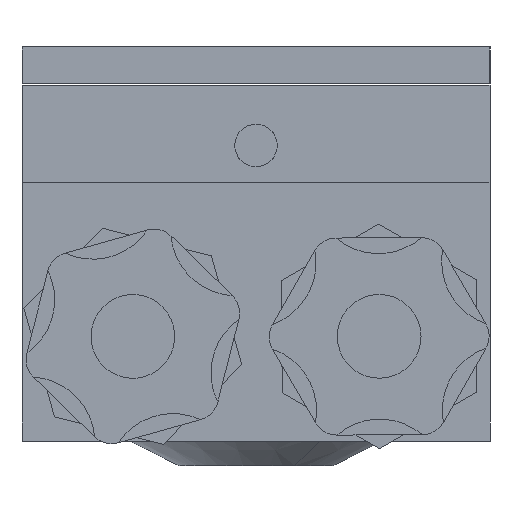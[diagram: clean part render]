
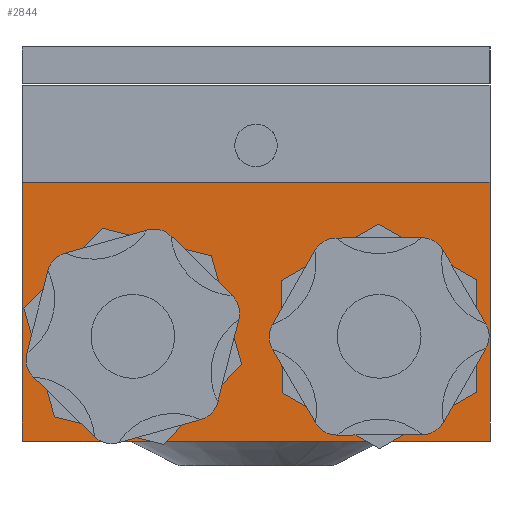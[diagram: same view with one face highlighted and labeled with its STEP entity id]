
A CAD part, front view. The second image highlights one B-rep face of the part: STEP entity #2844.
In plain terms, the highlighted planar face has unit normal (0, -1, 0).
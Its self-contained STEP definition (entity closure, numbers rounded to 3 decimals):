
#48 = CARTESIAN_POINT ( 'NONE',  ( -6.739, 3.902, 66.882 ) ) ;
#66 = EDGE_CURVE ( 'NONE', #8928, #7393, #3852, .T. ) ;
#100 = AXIS2_PLACEMENT_3D ( 'NONE', #7568, #3550, #2715 ) ;
#147 = ORIENTED_EDGE ( 'NONE', *, *, #4899, .F. ) ;
#282 = DIRECTION ( 'NONE',  ( 0., 0., 1. ) ) ;
#1273 = CARTESIAN_POINT ( 'NONE',  ( -6.739, 3.902, 57.118 ) ) ;
#1428 = DIRECTION ( 'NONE',  ( 0., 0., -1. ) ) ;
#1525 = ORIENTED_EDGE ( 'NONE', *, *, #10322, .T. ) ;
#1539 = DIRECTION ( 'NONE',  ( 0., -1., 0. ) ) ;
#1742 = CARTESIAN_POINT ( 'NONE',  ( 22.261, 3.902, 53.5 ) ) ;
#1930 = FACE_BOUND ( 'NONE', #3057, .T. ) ;
#2078 = FACE_OUTER_BOUND ( 'NONE', #5123, .T. ) ;
#2114 = EDGE_CURVE ( 'NONE', #7393, #8928, #3121, .T. ) ;
#2317 = ORIENTED_EDGE ( 'NONE', *, *, #9681, .F. ) ;
#2715 = DIRECTION ( 'NONE',  ( 0., 0., -1. ) ) ;
#2844 = ADVANCED_FACE ( 'NONE', ( #6519, #1930, #2078 ), #6079, .T. ) ;
#2966 = DIRECTION ( 'NONE',  ( 0., -1., 0. ) ) ;
#3057 = EDGE_LOOP ( 'NONE', ( #2317, #5026 ) ) ;
#3082 = DIRECTION ( 'NONE',  ( 0., -1., 0. ) ) ;
#3121 = CIRCLE ( 'NONE', #3743, 4.882 ) ;
#3503 = CARTESIAN_POINT ( 'NONE',  ( -15.739, 3.902, 53.5 ) ) ;
#3547 = CARTESIAN_POINT ( 'NONE',  ( -15.739, 3.902, 74.5 ) ) ;
#3550 = DIRECTION ( 'NONE',  ( 0., -1., 0. ) ) ;
#3697 = CARTESIAN_POINT ( 'NONE',  ( -15.739, 3.902, 53.5 ) ) ;
#3743 = AXIS2_PLACEMENT_3D ( 'NONE', #7996, #3082, #1428 ) ;
#3830 = AXIS2_PLACEMENT_3D ( 'NONE', #10155, #2966, #6224 ) ;
#3852 = CIRCLE ( 'NONE', #5402, 4.882 ) ;
#4029 = VECTOR ( 'NONE', #7609, 1000. ) ;
#4433 = DIRECTION ( 'NONE',  ( 0., 0., -1. ) ) ;
#4463 = CARTESIAN_POINT ( 'NONE',  ( 22.261, 3.902, 74.5 ) ) ;
#4487 = EDGE_LOOP ( 'NONE', ( #8203, #6058 ) ) ;
#4764 = CARTESIAN_POINT ( 'NONE',  ( 13.261, 3.902, 66.882 ) ) ;
#4835 = AXIS2_PLACEMENT_3D ( 'NONE', #7199, #1539, #7234 ) ;
#4863 = VECTOR ( 'NONE', #282, 1000. ) ;
#4876 = LINE ( 'NONE', #3547, #6758 ) ;
#4899 = EDGE_CURVE ( 'NONE', #6476, #9733, #4876, .T. ) ;
#4994 = VERTEX_POINT ( 'NONE', #10042 ) ;
#5026 = ORIENTED_EDGE ( 'NONE', *, *, #8270, .F. ) ;
#5123 = EDGE_LOOP ( 'NONE', ( #147, #6846, #1525, #5728 ) ) ;
#5166 = CIRCLE ( 'NONE', #4835, 4.882 ) ;
#5210 = CIRCLE ( 'NONE', #100, 4.882 ) ;
#5402 = AXIS2_PLACEMENT_3D ( 'NONE', #6920, #8552, #4433 ) ;
#5434 = CARTESIAN_POINT ( 'NONE',  ( 13.261, 3.902, 57.118 ) ) ;
#5582 = VERTEX_POINT ( 'NONE', #1273 ) ;
#5728 = ORIENTED_EDGE ( 'NONE', *, *, #9215, .T. ) ;
#6058 = ORIENTED_EDGE ( 'NONE', *, *, #66, .F. ) ;
#6079 = PLANE ( 'NONE',  #3830 ) ;
#6137 = DIRECTION ( 'NONE',  ( 1., 0., 0. ) ) ;
#6224 = DIRECTION ( 'NONE',  ( 0., 0., -1. ) ) ;
#6441 = VECTOR ( 'NONE', #6137, 1000. ) ;
#6445 = LINE ( 'NONE', #3503, #4029 ) ;
#6476 = VERTEX_POINT ( 'NONE', #7595 ) ;
#6519 = FACE_BOUND ( 'NONE', #4487, .T. ) ;
#6758 = VECTOR ( 'NONE', #9229, 1000. ) ;
#6846 = ORIENTED_EDGE ( 'NONE', *, *, #7794, .F. ) ;
#6920 = CARTESIAN_POINT ( 'NONE',  ( 13.261, 3.902, 62. ) ) ;
#6952 = LINE ( 'NONE', #3697, #6441 ) ;
#7199 = CARTESIAN_POINT ( 'NONE',  ( -6.739, 3.902, 62. ) ) ;
#7234 = DIRECTION ( 'NONE',  ( 0., 0., -1. ) ) ;
#7393 = VERTEX_POINT ( 'NONE', #5434 ) ;
#7568 = CARTESIAN_POINT ( 'NONE',  ( -6.739, 3.902, 62. ) ) ;
#7595 = CARTESIAN_POINT ( 'NONE',  ( -15.739, 3.902, 74.5 ) ) ;
#7609 = DIRECTION ( 'NONE',  ( 0., 0., 1. ) ) ;
#7794 = EDGE_CURVE ( 'NONE', #10493, #6476, #6445, .T. ) ;
#7996 = CARTESIAN_POINT ( 'NONE',  ( 13.261, 3.902, 62. ) ) ;
#8203 = ORIENTED_EDGE ( 'NONE', *, *, #2114, .F. ) ;
#8270 = EDGE_CURVE ( 'NONE', #9563, #5582, #5166, .T. ) ;
#8552 = DIRECTION ( 'NONE',  ( 0., -1., 0. ) ) ;
#8928 = VERTEX_POINT ( 'NONE', #4764 ) ;
#9001 = CARTESIAN_POINT ( 'NONE',  ( -15.739, 3.902, 53.5 ) ) ;
#9215 = EDGE_CURVE ( 'NONE', #4994, #9733, #9336, .T. ) ;
#9229 = DIRECTION ( 'NONE',  ( 1., 0., 0. ) ) ;
#9336 = LINE ( 'NONE', #1742, #4863 ) ;
#9563 = VERTEX_POINT ( 'NONE', #48 ) ;
#9681 = EDGE_CURVE ( 'NONE', #5582, #9563, #5210, .T. ) ;
#9733 = VERTEX_POINT ( 'NONE', #4463 ) ;
#10042 = CARTESIAN_POINT ( 'NONE',  ( 22.261, 3.902, 53.5 ) ) ;
#10155 = CARTESIAN_POINT ( 'NONE',  ( -15.739, 3.902, 53.5 ) ) ;
#10322 = EDGE_CURVE ( 'NONE', #10493, #4994, #6952, .T. ) ;
#10493 = VERTEX_POINT ( 'NONE', #9001 ) ;
